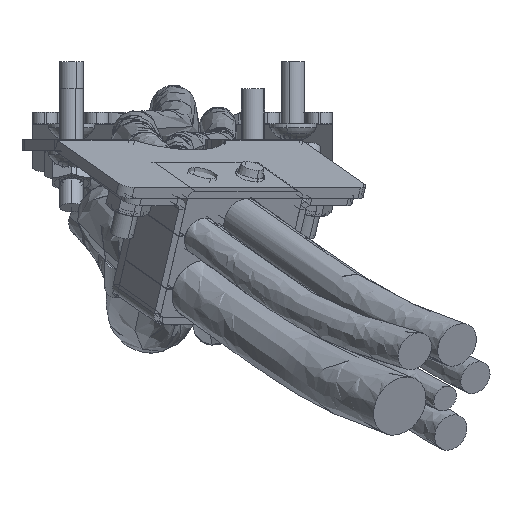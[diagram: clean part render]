
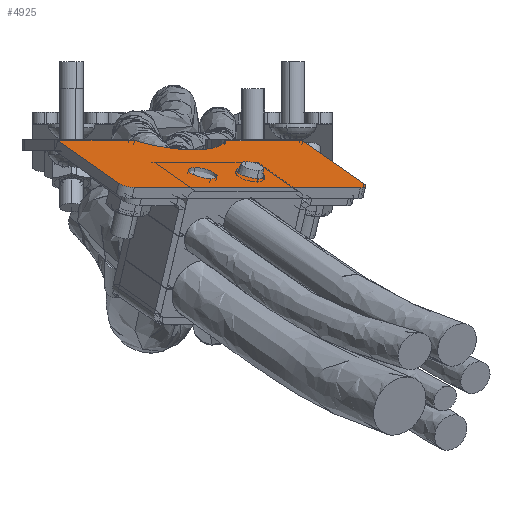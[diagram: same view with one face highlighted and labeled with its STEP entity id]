
A CAD part, top view. The second image highlights one B-rep face of the part: STEP entity #4925.
In plain terms, the highlighted planar face has unit normal (0.215, 0.927, 0.307).
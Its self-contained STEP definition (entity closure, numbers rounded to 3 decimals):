
#49 = EDGE_LOOP ( 'NONE', ( #18785, #8441 ) ) ;
#393 = CIRCLE ( 'NONE', #9925, 3. ) ;
#664 = DIRECTION ( 'NONE',  ( 0.532, -0.375, 0.76 ) ) ;
#686 = DIRECTION ( 'NONE',  ( -0.215, -0.927, -0.307 ) ) ;
#690 = CARTESIAN_POINT ( 'NONE',  ( 167.565, -247.127, 1220.024 ) ) ;
#777 = FACE_BOUND ( 'NONE', #1229, .T. ) ;
#916 = CARTESIAN_POINT ( 'NONE',  ( 153.284, -245.723, 1225.779 ) ) ;
#997 = CARTESIAN_POINT ( 'NONE',  ( 117.908, -238.691, 1229.304 ) ) ;
#1229 = EDGE_LOOP ( 'NONE', ( #20642, #16760 ) ) ;
#1249 = LINE ( 'NONE', #3836, #5466 ) ;
#1302 = CARTESIAN_POINT ( 'NONE',  ( 196.681, -249.75, 1207.559 ) ) ;
#2794 = CARTESIAN_POINT ( 'NONE',  ( 137.66, -250.873, 1252.282 ) ) ;
#2977 = LINE ( 'NONE', #8795, #13644 ) ;
#3836 = CARTESIAN_POINT ( 'NONE',  ( 178.115, -238.691, 1187.146 ) ) ;
#4376 = VERTEX_POINT ( 'NONE', #916 ) ;
#4730 = DIRECTION ( 'NONE',  ( 0.532, -0.375, 0.76 ) ) ;
#4758 = DIRECTION ( 'NONE',  ( -0.215, -0.927, -0.307 ) ) ;
#4762 = DIRECTION ( 'NONE',  ( 0.819, 0., -0.574 ) ) ;
#4776 = CARTESIAN_POINT ( 'NONE',  ( 155.278, -247.127, 1228.627 ) ) ;
#4923 = CIRCLE ( 'NONE', #11277, 19. ) ;
#4925 = ADVANCED_FACE ( 'NONE', ( #20095, #21053, #777 ), #18472, .F. ) ;
#5141 = CARTESIAN_POINT ( 'NONE',  ( 165.571, -245.723, 1217.176 ) ) ;
#5204 = CARTESIAN_POINT ( 'NONE',  ( 196.681, -249.75, 1207.559 ) ) ;
#5427 = DIRECTION ( 'NONE',  ( 0.532, -0.375, 0.76 ) ) ;
#5466 = VECTOR ( 'NONE', #4762, 1000. ) ;
#5921 = DIRECTION ( 'NONE',  ( -0.215, -0.927, -0.307 ) ) ;
#6191 = DIRECTION ( 'NONE',  ( 0.215, 0.927, 0.307 ) ) ;
#6196 = AXIS2_PLACEMENT_3D ( 'NONE', #4776, #4758, #4730 ) ;
#6260 = CARTESIAN_POINT ( 'NONE',  ( 167.565, -247.127, 1220.024 ) ) ;
#6307 = AXIS2_PLACEMENT_3D ( 'NONE', #18268, #18968, #18227 ) ;
#6555 = ORIENTED_EDGE ( 'NONE', *, *, #11250, .F. ) ;
#6607 = VECTOR ( 'NONE', #5427, 1000. ) ;
#6687 = VERTEX_POINT ( 'NONE', #19726 ) ;
#6811 = ORIENTED_EDGE ( 'NONE', *, *, #11146, .F. ) ;
#6828 = ORIENTED_EDGE ( 'NONE', *, *, #11116, .F. ) ;
#6878 = VECTOR ( 'NONE', #12704, 1000. ) ;
#6897 = AXIS2_PLACEMENT_3D ( 'NONE', #690, #686, #664 ) ;
#7114 = VERTEX_POINT ( 'NONE', #1302 ) ;
#7139 = CIRCLE ( 'NONE', #10662, 3. ) ;
#7312 = CARTESIAN_POINT ( 'NONE',  ( 180.982, -238.691, 1185.139 ) ) ;
#7461 = DIRECTION ( 'NONE',  ( -0.532, 0.375, -0.76 ) ) ;
#7539 = CARTESIAN_POINT ( 'NONE',  ( 194.224, -249.75, 1209.28 ) ) ;
#7724 = CIRCLE ( 'NONE', #6196, 3.75 ) ;
#8000 = DIRECTION ( 'NONE',  ( 0.532, -0.375, 0.76 ) ) ;
#8278 = ORIENTED_EDGE ( 'NONE', *, *, #11020, .F. ) ;
#8418 = CARTESIAN_POINT ( 'NONE',  ( 161.181, -238.691, 1199.004 ) ) ;
#8441 = ORIENTED_EDGE ( 'NONE', *, *, #11278, .T. ) ;
#8458 = CIRCLE ( 'NONE', #11492, 3.75 ) ;
#8700 = CARTESIAN_POINT ( 'NONE',  ( 137.709, -238.691, 1215.439 ) ) ;
#8795 = CARTESIAN_POINT ( 'NONE',  ( 195.819, -250.873, 1211.559 ) ) ;
#9102 = ORIENTED_EDGE ( 'NONE', *, *, #10984, .F. ) ;
#9158 = DIRECTION ( 'NONE',  ( -0.819, 0., 0.574 ) ) ;
#9774 = DIRECTION ( 'NONE',  ( -0.215, -0.927, -0.307 ) ) ;
#9925 = AXIS2_PLACEMENT_3D ( 'NONE', #15761, #10380, #15329 ) ;
#10138 = VERTEX_POINT ( 'NONE', #5141 ) ;
#10149 = EDGE_CURVE ( 'NONE', #4376, #13874, #7724, .T. ) ;
#10311 = VECTOR ( 'NONE', #12102, 1000. ) ;
#10325 = VERTEX_POINT ( 'NONE', #997 ) ;
#10329 = EDGE_CURVE ( 'NONE', #10138, #6687, #17081, .T. ) ;
#10380 = DIRECTION ( 'NONE',  ( -0.215, -0.927, -0.307 ) ) ;
#10415 = VERTEX_POINT ( 'NONE', #20812 ) ;
#10662 = AXIS2_PLACEMENT_3D ( 'NONE', #7539, #5921, #7461 ) ;
#10926 = EDGE_CURVE ( 'NONE', #10325, #16493, #19094, .T. ) ;
#10955 = EDGE_CURVE ( 'NONE', #11836, #10325, #14628, .T. ) ;
#10984 = EDGE_CURVE ( 'NONE', #13865, #11836, #393, .T. ) ;
#11020 = EDGE_CURVE ( 'NONE', #10415, #13865, #2977, .T. ) ;
#11056 = EDGE_CURVE ( 'NONE', #7114, #10415, #7139, .T. ) ;
#11116 = EDGE_CURVE ( 'NONE', #11630, #7114, #19290, .T. ) ;
#11146 = EDGE_CURVE ( 'NONE', #12485, #11630, #1249, .T. ) ;
#11250 = EDGE_CURVE ( 'NONE', #16493, #12485, #4923, .T. ) ;
#11277 = AXIS2_PLACEMENT_3D ( 'NONE', #16062, #6191, #17574 ) ;
#11278 = EDGE_CURVE ( 'NONE', #6687, #10138, #8458, .T. ) ;
#11308 = EDGE_CURVE ( 'NONE', #13874, #4376, #20334, .T. ) ;
#11492 = AXIS2_PLACEMENT_3D ( 'NONE', #6260, #17643, #8000 ) ;
#11589 = AXIS2_PLACEMENT_3D ( 'NONE', #19131, #9774, #20458 ) ;
#11630 = VERTEX_POINT ( 'NONE', #7312 ) ;
#11836 = VERTEX_POINT ( 'NONE', #20819 ) ;
#12102 = DIRECTION ( 'NONE',  ( -0.532, 0.375, -0.76 ) ) ;
#12408 = CARTESIAN_POINT ( 'NONE',  ( 133.607, -249.75, 1251.725 ) ) ;
#12485 = VERTEX_POINT ( 'NONE', #8418 ) ;
#12622 = CARTESIAN_POINT ( 'NONE',  ( 178.115, -238.691, 1187.146 ) ) ;
#12704 = DIRECTION ( 'NONE',  ( 0.819, 0., -0.574 ) ) ;
#13057 = CARTESIAN_POINT ( 'NONE',  ( 157.272, -248.532, 1231.475 ) ) ;
#13644 = VECTOR ( 'NONE', #9158, 1000. ) ;
#13668 = ORIENTED_EDGE ( 'NONE', *, *, #11056, .F. ) ;
#13865 = VERTEX_POINT ( 'NONE', #2794 ) ;
#13874 = VERTEX_POINT ( 'NONE', #13057 ) ;
#14421 = ORIENTED_EDGE ( 'NONE', *, *, #10955, .F. ) ;
#14628 = LINE ( 'NONE', #12408, #10311 ) ;
#14872 = EDGE_LOOP ( 'NONE', ( #19492, #14421, #9102, #8278, #13668, #6828, #6811, #6555 ) ) ;
#15329 = DIRECTION ( 'NONE',  ( 0.532, -0.375, 0.76 ) ) ;
#15761 = CARTESIAN_POINT ( 'NONE',  ( 136.064, -249.75, 1250.004 ) ) ;
#16062 = CARTESIAN_POINT ( 'NONE',  ( 142.808, -234.016, 1197.743 ) ) ;
#16493 = VERTEX_POINT ( 'NONE', #8700 ) ;
#16760 = ORIENTED_EDGE ( 'NONE', *, *, #11308, .T. ) ;
#17081 = CIRCLE ( 'NONE', #6897, 3.75 ) ;
#17574 = DIRECTION ( 'NONE',  ( 0.532, -0.375, 0.76 ) ) ;
#17643 = DIRECTION ( 'NONE',  ( -0.215, -0.927, -0.307 ) ) ;
#18227 = DIRECTION ( 'NONE',  ( 0.532, -0.375, 0.76 ) ) ;
#18268 = CARTESIAN_POINT ( 'NONE',  ( 170.415, -233.267, 1176.149 ) ) ;
#18472 = PLANE ( 'NONE',  #6307 ) ;
#18785 = ORIENTED_EDGE ( 'NONE', *, *, #10329, .T. ) ;
#18968 = DIRECTION ( 'NONE',  ( -0.215, -0.927, -0.307 ) ) ;
#19094 = LINE ( 'NONE', #12622, #6878 ) ;
#19131 = CARTESIAN_POINT ( 'NONE',  ( 155.278, -247.127, 1228.627 ) ) ;
#19290 = LINE ( 'NONE', #5204, #6607 ) ;
#19492 = ORIENTED_EDGE ( 'NONE', *, *, #10926, .F. ) ;
#19726 = CARTESIAN_POINT ( 'NONE',  ( 169.559, -248.532, 1222.872 ) ) ;
#20095 = FACE_OUTER_BOUND ( 'NONE', #14872, .T. ) ;
#20334 = CIRCLE ( 'NONE', #11589, 3.75 ) ;
#20458 = DIRECTION ( 'NONE',  ( 0.532, -0.375, 0.76 ) ) ;
#20642 = ORIENTED_EDGE ( 'NONE', *, *, #10149, .T. ) ;
#20812 = CARTESIAN_POINT ( 'NONE',  ( 195.819, -250.873, 1211.559 ) ) ;
#20819 = CARTESIAN_POINT ( 'NONE',  ( 133.607, -249.75, 1251.725 ) ) ;
#21053 = FACE_BOUND ( 'NONE', #49, .T. ) ;
